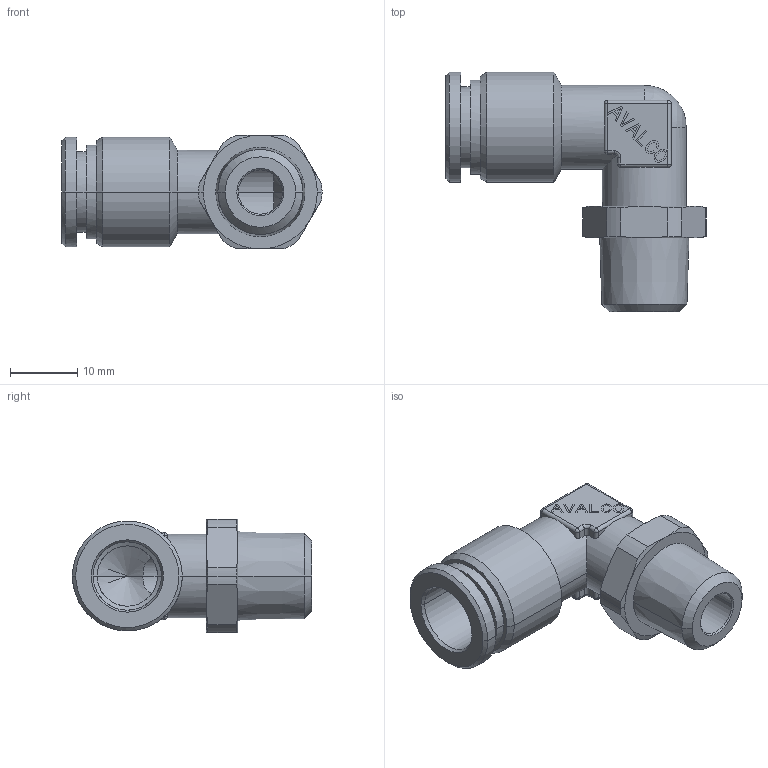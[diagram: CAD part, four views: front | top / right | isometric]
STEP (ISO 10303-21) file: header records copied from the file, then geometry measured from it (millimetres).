
FILE_DESCRIPTION(('CATIA V5 STEP Exchange'),'2;1');
FILE_NAME('PR505B-10R14.stp','2018-04-14T14:53:46+00:00',('none'),('none'),'CATIA Version 5 Release 21 GA (IN-10)','CATIA V5 STEP AP203','none');
FILE_SCHEMA(('CONFIG_CONTROL_DESIGN'));
Length unit declared in the file: millimetre
Products named in the file (1): PR505B-10R14
Bounding box: 38.8 x 35.7 x 17 mm (x, y, z)
Volume: 5725.2 mm3; surface area: 4682.5 mm2
Topology: 1 solids, 1 shells, 353 faces, 915 edges, 583 vertices
Faces by surface type: plane 255, cylinder 50, cone 34, sphere 12, torus 2
Entity records: 10833 total; most frequent: CARTESIAN_POINT 2560, ORIENTED_EDGE 1822, DIRECTION 1444, EDGE_CURVE 911, VECTOR 732, LINE 732, VERTEX_POINT 583, AXIS2_PLACEMENT_3D 402
